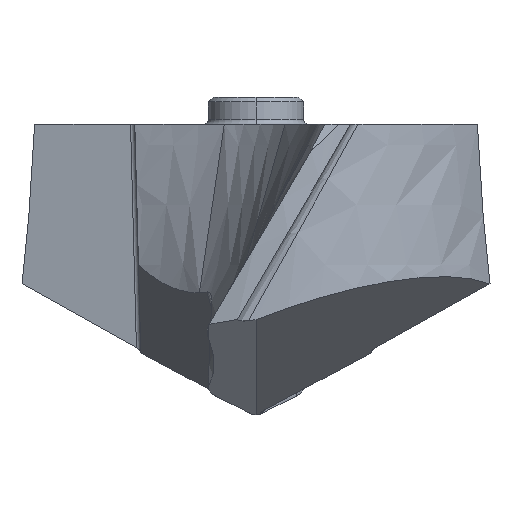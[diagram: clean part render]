
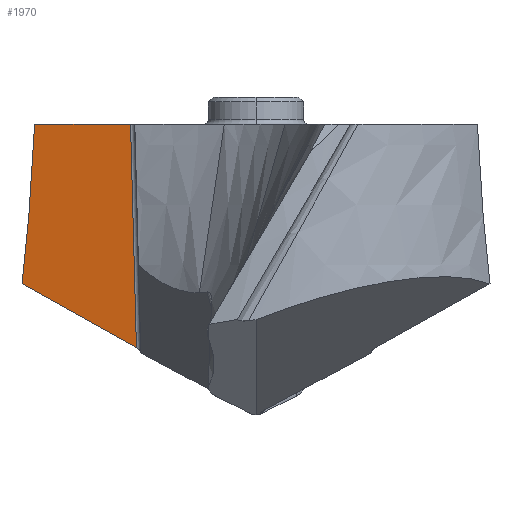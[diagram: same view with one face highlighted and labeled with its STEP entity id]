
A CAD part, left-side view. The second image highlights one B-rep face of the part: STEP entity #1970.
In plain terms, the highlighted planar face has unit normal (-0.925, 0.337, 0.174).
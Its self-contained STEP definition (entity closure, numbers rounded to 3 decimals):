
#205=DIRECTION('',(0.342,0.94,0.));
#206=VECTOR('',#205,3.197);
#207=CARTESIAN_POINT('',(3.186,3.929,0.));
#208=LINE('',#207,#206);
#447=DIRECTION('',(-0.379,-0.808,-0.451));
#448=VECTOR('',#447,4.433);
#449=CARTESIAN_POINT('',(3.485,7.328,-4.999));
#450=LINE('',#449,#448);
#455=CARTESIAN_POINT('',(4.279,6.932,0.));
#456=CARTESIAN_POINT('',(4.214,6.953,-0.387));
#457=CARTESIAN_POINT('',(4.092,6.994,-1.116));
#458=CARTESIAN_POINT('',(3.935,7.054,-2.071));
#459=CARTESIAN_POINT('',(3.802,7.116,-2.901));
#460=CARTESIAN_POINT('',(3.685,7.181,-3.649));
#461=CARTESIAN_POINT('',(3.58,7.251,-4.343));
#462=CARTESIAN_POINT('',(3.516,7.302,-4.785));
#463=CARTESIAN_POINT('',(3.485,7.328,-4.999));
#465=CARTESIAN_POINT('',(3.485,7.328,-4.999));
#490=CARTESIAN_POINT('',(3.186,3.929,0.));
#506=DIRECTION('',(0.193,0.026,0.981));
#507=VECTOR('',#506,7.135);
#508=CARTESIAN_POINT('',(1.806,3.745,-6.998));
#509=LINE('',#508,#507);
#1069=VERTEX_POINT('',#490);
#1070=CARTESIAN_POINT('',(4.279,6.932,0.));
#1071=VERTEX_POINT('',#1070);
#1109=VERTEX_POINT('',#465);
#1110=CARTESIAN_POINT('',(1.806,3.745,-6.998));
#1111=VERTEX_POINT('',#1110);
#1958=CARTESIAN_POINT('',(-0.396,3.326,
-17.919));
#1959=DIRECTION('',(0.925,-0.337,-0.174));
#1960=DIRECTION('',(0.326,0.941,-0.089));
#1961=AXIS2_PLACEMENT_3D('',#1958,#1959,#1960);
#1962=PLANE('',#1961);
#1963=ORIENTED_EDGE('',*,*,#1433,.F.);
#1965=ORIENTED_EDGE('',*,*,#1964,.F.);
#1966=ORIENTED_EDGE('',*,*,#1851,.F.);
#1967=ORIENTED_EDGE('',*,*,#1943,.F.);
#1968=EDGE_LOOP('',(#1963,#1965,#1966,#1967));
#1969=FACE_OUTER_BOUND('',#1968,.F.);
#464=B_SPLINE_CURVE_WITH_KNOTS('',3,(#455,#456,#457,#458,#459,#460,#461,#462,
#463),.UNSPECIFIED.,.F.,.F.,(4,1,1,1,1,1,4),(0.,0.167,
0.333,0.5,0.667,0.833,1.),
.UNSPECIFIED.);
#1433=EDGE_CURVE('',#1069,#1071,#208,.T.);
#1851=EDGE_CURVE('',#1109,#1111,#450,.T.);
#1943=EDGE_CURVE('',#1071,#1109,#464,.T.);
#1964=EDGE_CURVE('',#1111,#1069,#509,.T.);
#1970=ADVANCED_FACE('',(#1969),#1962,.F.);
